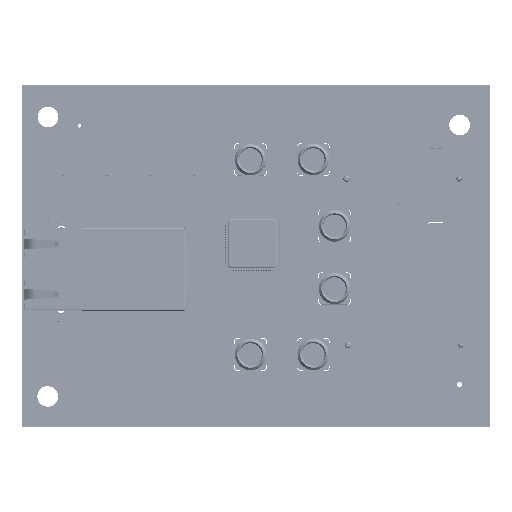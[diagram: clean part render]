
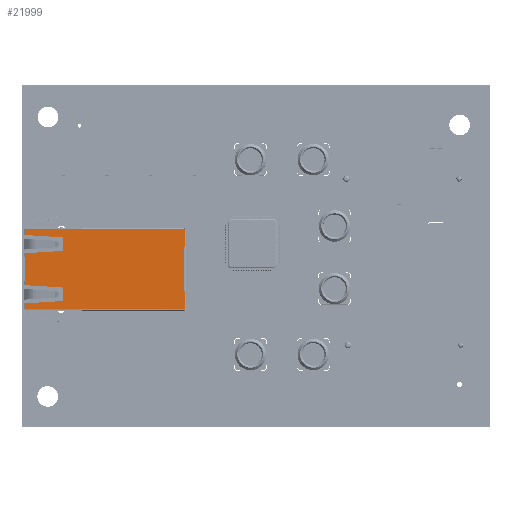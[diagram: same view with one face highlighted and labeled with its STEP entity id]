
A CAD part, top view. The second image highlights one B-rep face of the part: STEP entity #21999.
In plain terms, the highlighted face is planar.
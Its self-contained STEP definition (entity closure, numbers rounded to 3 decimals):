
#19884 = VERTEX_POINT('',#19885);
#19885 = CARTESIAN_POINT('',(-2.46,-16.21,-6.835));
#19903 = VERTEX_POINT('',#19904);
#19904 = CARTESIAN_POINT('',(-3.241,-16.21,-6.835));
#19911 = EDGE_CURVE('',#19903,#19884,#19912,.T.);
#19912 = LINE('',#19913,#19914);
#19913 = CARTESIAN_POINT('',(-8.135,-16.21,-6.835));
#19914 = VECTOR('',#19915,1.);
#19915 = DIRECTION('',(1.,0.,0.));
#21261 = EDGE_CURVE('',#19884,#21262,#21264,.T.);
#21262 = VERTEX_POINT('',#21263);
#21263 = CARTESIAN_POINT('',(2.46,-16.21,-6.835));
#21264 = LINE('',#21265,#21266);
#21265 = CARTESIAN_POINT('',(-2.46,-16.21,-6.835));
#21266 = VECTOR('',#21267,1.);
#21267 = DIRECTION('',(1.,0.,0.));
#21910 = VERTEX_POINT('',#21911);
#21911 = CARTESIAN_POINT('',(-6.166,-8.51,-6.835));
#21917 = EDGE_CURVE('',#21918,#21910,#21920,.T.);
#21918 = VERTEX_POINT('',#21919);
#21919 = CARTESIAN_POINT('',(-3.994,-8.51,-6.835));
#21920 = LINE('',#21921,#21922);
#21921 = CARTESIAN_POINT('',(-3.712,-8.51,-6.835));
#21922 = VECTOR('',#21923,1.);
#21923 = DIRECTION('',(-1.,0.,0.));
#21940 = EDGE_CURVE('',#21941,#21910,#21943,.T.);
#21941 = VERTEX_POINT('',#21942);
#21942 = CARTESIAN_POINT('',(-6.465,-8.792,-6.835));
#21943 = CIRCLE('',#21944,0.3);
#21944 = AXIS2_PLACEMENT_3D('',#21945,#21946,#21947);
#21945 = CARTESIAN_POINT('',(-6.166,-8.81,-6.835));
#21946 = DIRECTION('',(0.,0.,-1.));
#21947 = DIRECTION('',(0.,1.,0.));
#21965 = EDGE_CURVE('',#21941,#21966,#21968,.T.);
#21966 = VERTEX_POINT('',#21967);
#21967 = CARTESIAN_POINT('',(-6.919,-16.21,-6.835));
#21968 = LINE('',#21969,#21970);
#21969 = CARTESIAN_POINT('',(-6.448,-8.51,-6.835));
#21970 = VECTOR('',#21971,1.);
#21971 = DIRECTION('',(-0.061,-0.998,
    0.));
#21999 = ADVANCED_FACE('',(#22000),#22190,.T.);
#22000 = FACE_BOUND('',#22001,.T.);
#22001 = EDGE_LOOP('',(#22002,#22003,#22004,#22005,#22013,#22021,#22029,
    #22037,#22045,#22053,#22061,#22069,#22077,#22085,#22093,#22101,
    #22109,#22117,#22125,#22133,#22142,#22150,#22159,#22167,#22173,
    #22174,#22175,#22183));
#22002 = ORIENTED_EDGE('',*,*,#21917,.T.);
#22003 = ORIENTED_EDGE('',*,*,#21940,.F.);
#22004 = ORIENTED_EDGE('',*,*,#21965,.T.);
#22005 = ORIENTED_EDGE('',*,*,#22006,.F.);
#22006 = EDGE_CURVE('',#22007,#21966,#22009,.T.);
#22007 = VERTEX_POINT('',#22008);
#22008 = CARTESIAN_POINT('',(-8.135,-16.21,-6.835));
#22009 = LINE('',#22010,#22011);
#22010 = CARTESIAN_POINT('',(-8.135,-16.21,-6.835));
#22011 = VECTOR('',#22012,1.);
#22012 = DIRECTION('',(1.,0.,0.));
#22013 = ORIENTED_EDGE('',*,*,#22014,.T.);
#22014 = EDGE_CURVE('',#22007,#22015,#22017,.T.);
#22015 = VERTEX_POINT('',#22016);
#22016 = CARTESIAN_POINT('',(-8.135,-4.69,-6.835));
#22017 = LINE('',#22018,#22019);
#22018 = CARTESIAN_POINT('',(-8.135,-16.51,-6.835));
#22019 = VECTOR('',#22020,1.);
#22020 = DIRECTION('',(0.,1.,0.));
#22021 = ORIENTED_EDGE('',*,*,#22022,.T.);
#22022 = EDGE_CURVE('',#22015,#22023,#22025,.T.);
#22023 = VERTEX_POINT('',#22024);
#22024 = CARTESIAN_POINT('',(-8.135,16.04,-6.835));
#22025 = LINE('',#22026,#22027);
#22026 = CARTESIAN_POINT('',(-8.135,-4.69,-6.835));
#22027 = VECTOR('',#22028,1.);
#22028 = DIRECTION('',(0.,1.,0.));
#22029 = ORIENTED_EDGE('',*,*,#22030,.F.);
#22030 = EDGE_CURVE('',#22031,#22023,#22033,.T.);
#22031 = VERTEX_POINT('',#22032);
#22032 = CARTESIAN_POINT('',(-8.096,16.04,-6.835));
#22033 = LINE('',#22034,#22035);
#22034 = CARTESIAN_POINT('',(-8.135,16.04,-6.835));
#22035 = VECTOR('',#22036,1.);
#22036 = DIRECTION('',(-1.,0.,0.));
#22037 = ORIENTED_EDGE('',*,*,#22038,.F.);
#22038 = EDGE_CURVE('',#22039,#22031,#22041,.T.);
#22039 = VERTEX_POINT('',#22040);
#22040 = CARTESIAN_POINT('',(-8.096,16.21,-6.835));
#22041 = LINE('',#22042,#22043);
#22042 = CARTESIAN_POINT('',(-8.096,-16.51,-6.835));
#22043 = VECTOR('',#22044,1.);
#22044 = DIRECTION('',(0.,-1.,0.));
#22045 = ORIENTED_EDGE('',*,*,#22046,.T.);
#22046 = EDGE_CURVE('',#22039,#22047,#22049,.T.);
#22047 = VERTEX_POINT('',#22048);
#22048 = CARTESIAN_POINT('',(-4.5,16.21,-6.835));
#22049 = LINE('',#22050,#22051);
#22050 = CARTESIAN_POINT('',(-8.135,16.21,-6.835));
#22051 = VECTOR('',#22052,1.);
#22052 = DIRECTION('',(1.,0.,0.));
#22053 = ORIENTED_EDGE('',*,*,#22054,.F.);
#22054 = EDGE_CURVE('',#22055,#22047,#22057,.T.);
#22055 = VERTEX_POINT('',#22056);
#22056 = CARTESIAN_POINT('',(-4.5,16.04,-6.835));
#22057 = LINE('',#22058,#22059);
#22058 = CARTESIAN_POINT('',(-4.5,-16.51,-6.835));
#22059 = VECTOR('',#22060,1.);
#22060 = DIRECTION('',(0.,1.,0.));
#22061 = ORIENTED_EDGE('',*,*,#22062,.F.);
#22062 = EDGE_CURVE('',#22063,#22055,#22065,.T.);
#22063 = VERTEX_POINT('',#22064);
#22064 = CARTESIAN_POINT('',(4.5,16.04,-6.835));
#22065 = LINE('',#22066,#22067);
#22066 = CARTESIAN_POINT('',(-8.135,16.04,-6.835));
#22067 = VECTOR('',#22068,1.);
#22068 = DIRECTION('',(-1.,0.,0.));
#22069 = ORIENTED_EDGE('',*,*,#22070,.F.);
#22070 = EDGE_CURVE('',#22071,#22063,#22073,.T.);
#22071 = VERTEX_POINT('',#22072);
#22072 = CARTESIAN_POINT('',(4.5,16.21,-6.835));
#22073 = LINE('',#22074,#22075);
#22074 = CARTESIAN_POINT('',(4.5,-16.51,-6.835));
#22075 = VECTOR('',#22076,1.);
#22076 = DIRECTION('',(0.,-1.,0.));
#22077 = ORIENTED_EDGE('',*,*,#22078,.T.);
#22078 = EDGE_CURVE('',#22071,#22079,#22081,.T.);
#22079 = VERTEX_POINT('',#22080);
#22080 = CARTESIAN_POINT('',(8.096,16.21,-6.835));
#22081 = LINE('',#22082,#22083);
#22082 = CARTESIAN_POINT('',(-8.135,16.21,-6.835));
#22083 = VECTOR('',#22084,1.);
#22084 = DIRECTION('',(1.,0.,0.));
#22085 = ORIENTED_EDGE('',*,*,#22086,.T.);
#22086 = EDGE_CURVE('',#22079,#22087,#22089,.T.);
#22087 = VERTEX_POINT('',#22088);
#22088 = CARTESIAN_POINT('',(8.096,16.04,-6.835));
#22089 = LINE('',#22090,#22091);
#22090 = CARTESIAN_POINT('',(8.096,-16.51,-6.835));
#22091 = VECTOR('',#22092,1.);
#22092 = DIRECTION('',(0.,-1.,0.));
#22093 = ORIENTED_EDGE('',*,*,#22094,.T.);
#22094 = EDGE_CURVE('',#22087,#22095,#22097,.T.);
#22095 = VERTEX_POINT('',#22096);
#22096 = CARTESIAN_POINT('',(8.135,16.04,-6.835));
#22097 = LINE('',#22098,#22099);
#22098 = CARTESIAN_POINT('',(-8.135,16.04,-6.835));
#22099 = VECTOR('',#22100,1.);
#22100 = DIRECTION('',(1.,0.,0.));
#22101 = ORIENTED_EDGE('',*,*,#22102,.T.);
#22102 = EDGE_CURVE('',#22095,#22103,#22105,.T.);
#22103 = VERTEX_POINT('',#22104);
#22104 = CARTESIAN_POINT('',(8.135,-4.69,-6.835));
#22105 = LINE('',#22106,#22107);
#22106 = CARTESIAN_POINT('',(8.135,16.04,-6.835));
#22107 = VECTOR('',#22108,1.);
#22108 = DIRECTION('',(0.,-1.,0.));
#22109 = ORIENTED_EDGE('',*,*,#22110,.F.);
#22110 = EDGE_CURVE('',#22111,#22103,#22113,.T.);
#22111 = VERTEX_POINT('',#22112);
#22112 = CARTESIAN_POINT('',(8.135,-16.21,-6.835));
#22113 = LINE('',#22114,#22115);
#22114 = CARTESIAN_POINT('',(8.135,-16.51,-6.835));
#22115 = VECTOR('',#22116,1.);
#22116 = DIRECTION('',(0.,1.,0.));
#22117 = ORIENTED_EDGE('',*,*,#22118,.F.);
#22118 = EDGE_CURVE('',#22119,#22111,#22121,.T.);
#22119 = VERTEX_POINT('',#22120);
#22120 = CARTESIAN_POINT('',(6.919,-16.21,-6.835));
#22121 = LINE('',#22122,#22123);
#22122 = CARTESIAN_POINT('',(-8.135,-16.21,-6.835));
#22123 = VECTOR('',#22124,1.);
#22124 = DIRECTION('',(1.,0.,0.));
#22125 = ORIENTED_EDGE('',*,*,#22126,.T.);
#22126 = EDGE_CURVE('',#22119,#22127,#22129,.T.);
#22127 = VERTEX_POINT('',#22128);
#22128 = CARTESIAN_POINT('',(6.465,-8.792,-6.835));
#22129 = LINE('',#22130,#22131);
#22130 = CARTESIAN_POINT('',(6.938,-16.51,-6.835));
#22131 = VECTOR('',#22132,1.);
#22132 = DIRECTION('',(-0.061,0.998,
    0.));
#22133 = ORIENTED_EDGE('',*,*,#22134,.F.);
#22134 = EDGE_CURVE('',#22135,#22127,#22137,.T.);
#22135 = VERTEX_POINT('',#22136);
#22136 = CARTESIAN_POINT('',(6.166,-8.51,-6.835));
#22137 = CIRCLE('',#22138,0.3);
#22138 = AXIS2_PLACEMENT_3D('',#22139,#22140,#22141);
#22139 = CARTESIAN_POINT('',(6.166,-8.81,-6.835));
#22140 = DIRECTION('',(0.,0.,-1.));
#22141 = DIRECTION('',(0.,1.,0.));
#22142 = ORIENTED_EDGE('',*,*,#22143,.T.);
#22143 = EDGE_CURVE('',#22135,#22144,#22146,.T.);
#22144 = VERTEX_POINT('',#22145);
#22145 = CARTESIAN_POINT('',(3.994,-8.51,-6.835));
#22146 = LINE('',#22147,#22148);
#22147 = CARTESIAN_POINT('',(6.448,-8.51,-6.835));
#22148 = VECTOR('',#22149,1.);
#22149 = DIRECTION('',(-1.,0.,0.));
#22150 = ORIENTED_EDGE('',*,*,#22151,.F.);
#22151 = EDGE_CURVE('',#22152,#22144,#22154,.T.);
#22152 = VERTEX_POINT('',#22153);
#22153 = CARTESIAN_POINT('',(3.695,-8.792,-6.835));
#22154 = CIRCLE('',#22155,0.3);
#22155 = AXIS2_PLACEMENT_3D('',#22156,#22157,#22158);
#22156 = CARTESIAN_POINT('',(3.994,-8.81,-6.835));
#22157 = DIRECTION('',(0.,0.,-1.));
#22158 = DIRECTION('',(0.,1.,0.));
#22159 = ORIENTED_EDGE('',*,*,#22160,.T.);
#22160 = EDGE_CURVE('',#22152,#22161,#22163,.T.);
#22161 = VERTEX_POINT('',#22162);
#22162 = CARTESIAN_POINT('',(3.241,-16.21,-6.835));
#22163 = LINE('',#22164,#22165);
#22164 = CARTESIAN_POINT('',(3.712,-8.51,-6.835));
#22165 = VECTOR('',#22166,1.);
#22166 = DIRECTION('',(-0.061,-0.998,
    0.));
#22167 = ORIENTED_EDGE('',*,*,#22168,.F.);
#22168 = EDGE_CURVE('',#21262,#22161,#22169,.T.);
#22169 = LINE('',#22170,#22171);
#22170 = CARTESIAN_POINT('',(-8.135,-16.21,-6.835));
#22171 = VECTOR('',#22172,1.);
#22172 = DIRECTION('',(1.,0.,0.));
#22173 = ORIENTED_EDGE('',*,*,#21261,.F.);
#22174 = ORIENTED_EDGE('',*,*,#19911,.F.);
#22175 = ORIENTED_EDGE('',*,*,#22176,.T.);
#22176 = EDGE_CURVE('',#19903,#22177,#22179,.T.);
#22177 = VERTEX_POINT('',#22178);
#22178 = CARTESIAN_POINT('',(-3.695,-8.792,-6.835));
#22179 = LINE('',#22180,#22181);
#22180 = CARTESIAN_POINT('',(-3.223,-16.51,-6.835));
#22181 = VECTOR('',#22182,1.);
#22182 = DIRECTION('',(-0.061,0.998,
    0.));
#22183 = ORIENTED_EDGE('',*,*,#22184,.F.);
#22184 = EDGE_CURVE('',#21918,#22177,#22185,.T.);
#22185 = CIRCLE('',#22186,0.3);
#22186 = AXIS2_PLACEMENT_3D('',#22187,#22188,#22189);
#22187 = CARTESIAN_POINT('',(-3.994,-8.81,-6.835));
#22188 = DIRECTION('',(0.,0.,-1.));
#22189 = DIRECTION('',(0.,1.,0.));
#22190 = PLANE('',#22191);
#22191 = AXIS2_PLACEMENT_3D('',#22192,#22193,#22194);
#22192 = CARTESIAN_POINT('',(-8.135,-16.51,-6.835));
#22193 = DIRECTION('',(0.,0.,-1.));
#22194 = DIRECTION('',(0.,-1.,0.));
